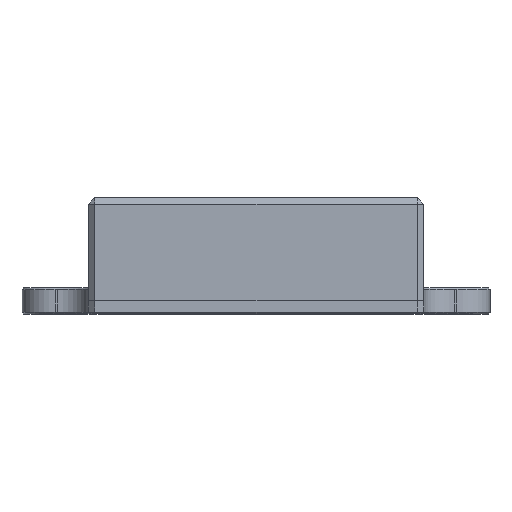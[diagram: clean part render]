
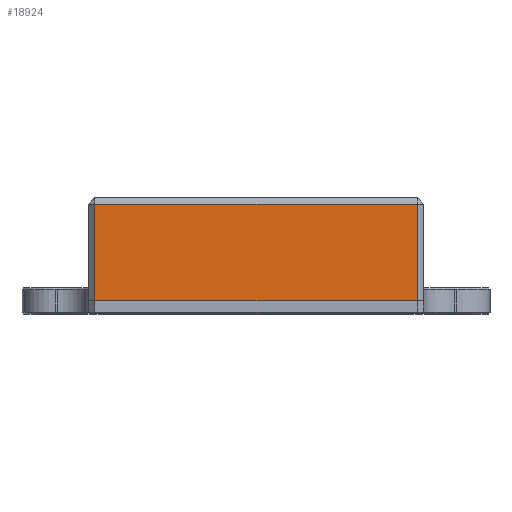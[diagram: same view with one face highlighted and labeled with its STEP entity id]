
A CAD part, top view. The second image highlights one B-rep face of the part: STEP entity #18924.
In plain terms, the highlighted planar face has unit normal (0, 0, 1).
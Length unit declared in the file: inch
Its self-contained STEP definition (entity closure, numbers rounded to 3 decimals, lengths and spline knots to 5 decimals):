
#296 = VECTOR ( 'NONE', #8722, 39.37008 ) ;
#424 = CARTESIAN_POINT ( 'NONE',  ( 0.994, 0.292, 0. ) ) ;
#1343 = CARTESIAN_POINT ( 'NONE',  ( 1.014, 0.292, 0. ) ) ;
#1698 = CARTESIAN_POINT ( 'NONE',  ( 0.994, 0., 0. ) ) ;
#2828 = CARTESIAN_POINT ( 'NONE',  ( 1.014, 0.312, 0. ) ) ;
#2892 = LINE ( 'NONE', #1343, #11581 ) ;
#3433 = VERTEX_POINT ( 'NONE', #424 ) ;
#4131 = LINE ( 'NONE', #7086, #296 ) ;
#4504 = AXIS2_PLACEMENT_3D ( 'NONE', #2828, #9385, #20784 ) ;
#5797 = VECTOR ( 'NONE', #5952, 39.37008 ) ;
#5925 = CARTESIAN_POINT ( 'NONE',  ( 0.02, 0.292, 0. ) ) ;
#5952 = DIRECTION ( 'NONE',  ( 0., -1., 0. ) ) ;
#6653 = FACE_OUTER_BOUND ( 'NONE', #10121, .T. ) ;
#7086 = CARTESIAN_POINT ( 'NONE',  ( 0.994, 0.312, 0. ) ) ;
#7478 = CARTESIAN_POINT ( 'NONE',  ( 1.014, 0., 0. ) ) ;
#7605 = CARTESIAN_POINT ( 'NONE',  ( 0.02, 0.312, 0. ) ) ;
#7758 = PLANE ( 'NONE',  #4504 ) ;
#7875 = ORIENTED_EDGE ( 'NONE', *, *, #17159, .T. ) ;
#7921 = DIRECTION ( 'NONE',  ( -1., 0., 0. ) ) ;
#8609 = ORIENTED_EDGE ( 'NONE', *, *, #13437, .T. ) ;
#8722 = DIRECTION ( 'NONE',  ( 0., 1., 0. ) ) ;
#9385 = DIRECTION ( 'NONE',  ( 0., 0., -1. ) ) ;
#10121 = EDGE_LOOP ( 'NONE', ( #7875, #20791, #8609, #13640 ) ) ;
#10635 = LINE ( 'NONE', #7605, #5797 ) ;
#11581 = VECTOR ( 'NONE', #7921, 39.37008 ) ;
#11650 = VERTEX_POINT ( 'NONE', #19464 ) ;
#13437 = EDGE_CURVE ( 'NONE', #3433, #14656, #2892, .T. ) ;
#13640 = ORIENTED_EDGE ( 'NONE', *, *, #15241, .T. ) ;
#13819 = VERTEX_POINT ( 'NONE', #1698 ) ;
#14061 = EDGE_CURVE ( 'NONE', #13819, #3433, #4131, .T. ) ;
#14656 = VERTEX_POINT ( 'NONE', #5925 ) ;
#15241 = EDGE_CURVE ( 'NONE', #14656, #11650, #10635, .T. ) ;
#17159 = EDGE_CURVE ( 'NONE', #11650, #13819, #19163, .T. ) ;
#17237 = DIRECTION ( 'NONE',  ( 1., 0., 0. ) ) ;
#18639 = VECTOR ( 'NONE', #17237, 39.37008 ) ;
#18924 = ADVANCED_FACE ( 'NONE', ( #6653 ), #7758, .F. ) ;
#19163 = LINE ( 'NONE', #7478, #18639 ) ;
#19464 = CARTESIAN_POINT ( 'NONE',  ( 0.02, 0., 0. ) ) ;
#20784 = DIRECTION ( 'NONE',  ( -1., 0., 0. ) ) ;
#20791 = ORIENTED_EDGE ( 'NONE', *, *, #14061, .T. ) ;
